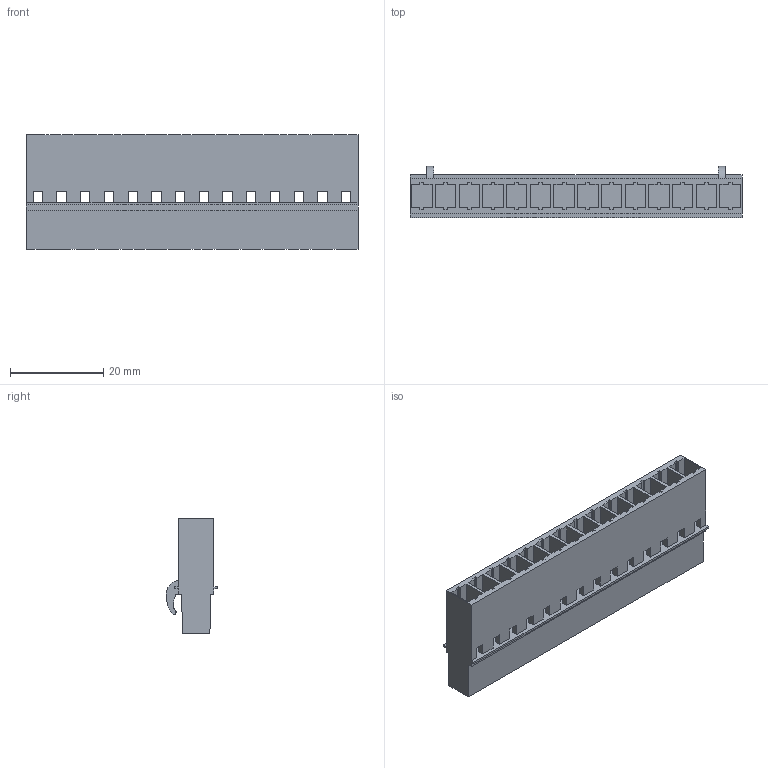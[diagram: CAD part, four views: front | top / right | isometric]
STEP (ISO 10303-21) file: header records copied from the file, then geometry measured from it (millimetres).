
FILE_DESCRIPTION(('CATIA V5 STEP','CAx-IF Rec.Pracs.--- Model Styling and Organization---1.2---2011-12-15'),'2;1');
FILE_NAME ('D1453359_0_1610610000_1610610000.stp','2018-09-01T02:40:28+00:00',('none'),('Weidmueller'),'CATIA Version 5-6 Release 2014','CATIA V5 STEP AP214','none');
FILE_SCHEMA(('AUTOMOTIVE_DESIGN { 1 0 10303 214 1 1 1 1 }'));
Length unit declared in the file: millimetre
Products named in the file (1): 1610610000
Bounding box: 71.12 x 11 x 24.55 mm (x, y, z)
Volume: 7322.4 mm3; surface area: 9709.5 mm2
Topology: 1 solids, 1 shells, 381 faces, 1158 edges, 762 vertices
Faces by surface type: plane 307, cylinder 46, cone 28
Entity records: 11646 total; most frequent: ORIENTED_EDGE 2316, CARTESIAN_POINT 2080, DIRECTION 1461, EDGE_CURVE 1158, VECTOR 1033, LINE 1033, VERTEX_POINT 762, EDGE_LOOP 420
